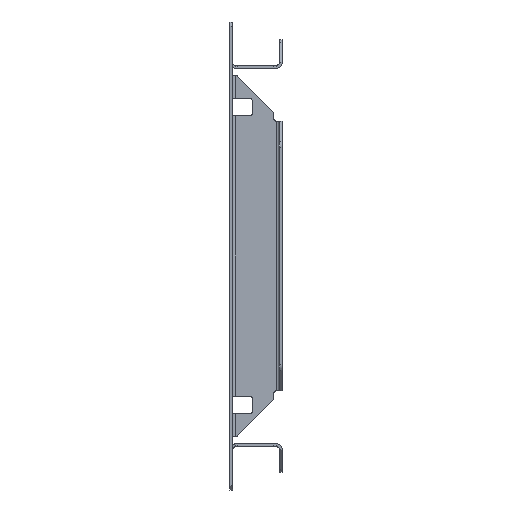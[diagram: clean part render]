
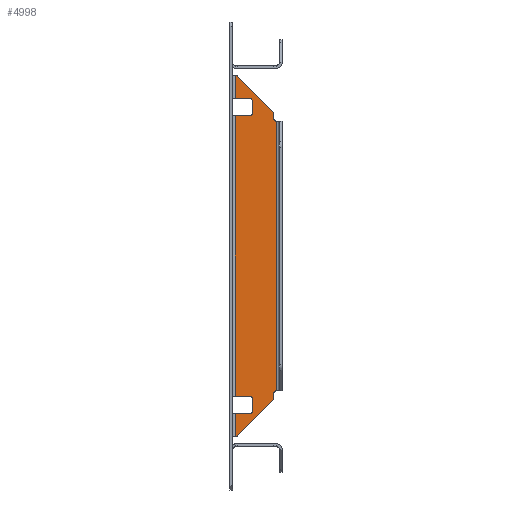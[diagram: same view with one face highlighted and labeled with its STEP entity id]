
A CAD part, left-side view. The second image highlights one B-rep face of the part: STEP entity #4998.
In plain terms, the highlighted planar face has unit normal (-1, 0, 0).
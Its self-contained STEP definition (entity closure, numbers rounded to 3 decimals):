
#4259=AXIS2_PLACEMENT_3D('Circle Axis2P3D',#4257,#4258,$) ;
#4333=AXIS2_PLACEMENT_3D('Circle Axis2P3D',#4331,#4332,$) ;
#4464=AXIS2_PLACEMENT_3D('Circle Axis2P3D',#4462,#4463,$) ;
#4526=AXIS2_PLACEMENT_3D('Circle Axis2P3D',#4524,#4525,$) ;
#4597=AXIS2_PLACEMENT_3D('Circle Axis2P3D',#4595,#4596,$) ;
#4711=AXIS2_PLACEMENT_3D('Circle Axis2P3D',#4709,#4710,$) ;
#4785=AXIS2_PLACEMENT_3D('Circle Axis2P3D',#4783,#4784,$) ;
#4930=AXIS2_PLACEMENT_3D('Circle Axis2P3D',#4928,#4929,$) ;
#4950=AXIS2_PLACEMENT_3D('Plane Axis2P3D',#4947,#4948,#4949) ;
#3517=CARTESIAN_POINT('Vertex',(-111.5,-31.,95.)) ;
#3550=CARTESIAN_POINT('Vertex',(-111.5,-31.,-95.)) ;
#4226=CARTESIAN_POINT('Line Origine',(-111.5,-31.,-63.75)) ;
#4254=CARTESIAN_POINT('Vertex',(-111.5,-29.,97.)) ;
#4257=CARTESIAN_POINT('Axis2P3D Location',(-111.5,-31.,97.)) ;
#4280=CARTESIAN_POINT('Vertex',(-111.5,-29.,101.5)) ;
#4283=CARTESIAN_POINT('Line Origine',(-111.5,-29.,99.25)) ;
#4311=CARTESIAN_POINT('Vertex',(-111.5,-3.586,126.914)) ;
#4314=CARTESIAN_POINT('Line Origine',(-111.5,-19.,111.5)) ;
#4331=CARTESIAN_POINT('Axis2P3D Location',(-111.5,-2.172,125.5)) ;
#4335=CARTESIAN_POINT('Vertex',(-111.5,-2.172,127.5)) ;
#4374=CARTESIAN_POINT('Vertex',(-111.5,-2.,127.5)) ;
#4377=CARTESIAN_POINT('Line Origine',(-111.5,-16.5,127.5)) ;
#4400=CARTESIAN_POINT('Vertex',(-111.5,-2.,111.)) ;
#4403=CARTESIAN_POINT('Line Origine',(-111.5,-2.,-69.36)) ;
#4431=CARTESIAN_POINT('Vertex',(-111.5,-12.,111.)) ;
#4434=CARTESIAN_POINT('Line Origine',(-111.5,-7.,111.)) ;
#4457=CARTESIAN_POINT('Vertex',(-111.5,-14.,109.)) ;
#4462=CARTESIAN_POINT('Axis2P3D Location',(-111.5,-12.,109.)) ;
#4484=CARTESIAN_POINT('Line Origine',(-111.5,-14.,105.)) ;
#4488=CARTESIAN_POINT('Vertex',(-111.5,-14.,101.)) ;
#4519=CARTESIAN_POINT('Vertex',(-111.5,-12.,99.)) ;
#4524=CARTESIAN_POINT('Axis2P3D Location',(-111.5,-12.,101.)) ;
#4545=CARTESIAN_POINT('Vertex',(-111.5,-14.,-101.)) ;
#4561=CARTESIAN_POINT('Vertex',(-111.5,-14.,-109.)) ;
#4564=CARTESIAN_POINT('Line Origine',(-111.5,-14.,-105.)) ;
#4592=CARTESIAN_POINT('Vertex',(-111.5,-12.,-111.)) ;
#4595=CARTESIAN_POINT('Axis2P3D Location',(-111.5,-12.,-109.)) ;
#4616=CARTESIAN_POINT('Vertex',(-111.5,-2.,-111.)) ;
#4619=CARTESIAN_POINT('Line Origine',(-111.5,-7.,-111.)) ;
#4642=CARTESIAN_POINT('Vertex',(-111.5,-2.,-127.5)) ;
#4645=CARTESIAN_POINT('Line Origine',(-111.5,-2.,-69.36)) ;
#4668=CARTESIAN_POINT('Vertex',(-111.5,-2.172,-127.5)) ;
#4671=CARTESIAN_POINT('Line Origine',(-111.5,-16.5,-127.5)) ;
#4706=CARTESIAN_POINT('Vertex',(-111.5,-3.586,-126.914)) ;
#4709=CARTESIAN_POINT('Axis2P3D Location',(-111.5,-2.172,-125.5)) ;
#4730=CARTESIAN_POINT('Vertex',(-111.5,-29.,-101.5)) ;
#4735=CARTESIAN_POINT('Line Origine',(-111.5,-19.,-111.5)) ;
#4758=CARTESIAN_POINT('Vertex',(-111.5,-29.,-97.)) ;
#4761=CARTESIAN_POINT('Line Origine',(-111.5,-29.,-99.25)) ;
#4783=CARTESIAN_POINT('Axis2P3D Location',(-111.5,-31.,-97.)) ;
#4809=CARTESIAN_POINT('Vertex',(-111.5,-2.,99.)) ;
#4812=CARTESIAN_POINT('Line Origine',(-111.5,-7.,99.)) ;
#4928=CARTESIAN_POINT('Axis2P3D Location',(-111.5,-12.,-101.)) ;
#4932=CARTESIAN_POINT('Vertex',(-111.5,-12.,-99.)) ;
#4947=CARTESIAN_POINT('Axis2P3D Location',(-111.5,-2.,0.)) ;
#4952=CARTESIAN_POINT('Line Origine',(-111.5,-2.,49.5)) ;
#4956=CARTESIAN_POINT('Vertex',(-111.5,-2.,0.)) ;
#4959=CARTESIAN_POINT('Line Origine',(-111.5,-2.,-49.5)) ;
#4963=CARTESIAN_POINT('Vertex',(-111.5,-2.,-99.)) ;
#4966=CARTESIAN_POINT('Line Origine',(-111.5,-7.,-99.)) ;
#4227=DIRECTION('Vector Direction',(0.,0.,1.)) ;
#4258=DIRECTION('Axis2P3D Direction',(1.,-0.,0.)) ;
#4284=DIRECTION('Vector Direction',(0.,0.,1.)) ;
#4315=DIRECTION('Vector Direction',(0.,-0.707,-0.707)) ;
#4332=DIRECTION('Axis2P3D Direction',(-1.,0.,0.)) ;
#4378=DIRECTION('Vector Direction',(0.,1.,0.)) ;
#4404=DIRECTION('Vector Direction',(0.,0.,-1.)) ;
#4435=DIRECTION('Vector Direction',(0.,1.,0.)) ;
#4463=DIRECTION('Axis2P3D Direction',(-1.,0.,0.)) ;
#4485=DIRECTION('Vector Direction',(0.,0.,1.)) ;
#4525=DIRECTION('Axis2P3D Direction',(-1.,-0.,-0.)) ;
#4565=DIRECTION('Vector Direction',(0.,0.,1.)) ;
#4596=DIRECTION('Axis2P3D Direction',(1.,0.,0.)) ;
#4620=DIRECTION('Vector Direction',(0.,1.,0.)) ;
#4646=DIRECTION('Vector Direction',(0.,0.,-1.)) ;
#4672=DIRECTION('Vector Direction',(0.,1.,0.)) ;
#4710=DIRECTION('Axis2P3D Direction',(1.,0.,0.)) ;
#4736=DIRECTION('Vector Direction',(0.,-0.707,0.707)) ;
#4762=DIRECTION('Vector Direction',(0.,0.,1.)) ;
#4784=DIRECTION('Axis2P3D Direction',(-1.,0.,0.)) ;
#4813=DIRECTION('Vector Direction',(0.,1.,0.)) ;
#4929=DIRECTION('Axis2P3D Direction',(1.,0.,-0.)) ;
#4948=DIRECTION('Axis2P3D Direction',(1.,0.,0.)) ;
#4949=DIRECTION('Axis2P3D XDirection',(0.,-1.,0.)) ;
#4953=DIRECTION('Vector Direction',(0.,0.,-1.)) ;
#4960=DIRECTION('Vector Direction',(0.,0.,-1.)) ;
#4967=DIRECTION('Vector Direction',(0.,1.,0.)) ;
#4228=VECTOR('Line Direction',#4227,1.) ;
#4285=VECTOR('Line Direction',#4284,1.) ;
#4316=VECTOR('Line Direction',#4315,1.) ;
#4379=VECTOR('Line Direction',#4378,1.) ;
#4405=VECTOR('Line Direction',#4404,1.) ;
#4436=VECTOR('Line Direction',#4435,1.) ;
#4486=VECTOR('Line Direction',#4485,1.) ;
#4566=VECTOR('Line Direction',#4565,1.) ;
#4621=VECTOR('Line Direction',#4620,1.) ;
#4647=VECTOR('Line Direction',#4646,1.) ;
#4673=VECTOR('Line Direction',#4672,1.) ;
#4737=VECTOR('Line Direction',#4736,1.) ;
#4763=VECTOR('Line Direction',#4762,1.) ;
#4814=VECTOR('Line Direction',#4813,1.) ;
#4954=VECTOR('Line Direction',#4953,1.) ;
#4961=VECTOR('Line Direction',#4960,1.) ;
#4968=VECTOR('Line Direction',#4967,1.) ;
#4972=ORIENTED_EDGE('',*,*,#4230,.F.) ;
#4973=ORIENTED_EDGE('',*,*,#4261,.T.) ;
#4974=ORIENTED_EDGE('',*,*,#4287,.F.) ;
#4975=ORIENTED_EDGE('',*,*,#4318,.F.) ;
#4976=ORIENTED_EDGE('',*,*,#4337,.F.) ;
#4977=ORIENTED_EDGE('',*,*,#4381,.T.) ;
#4978=ORIENTED_EDGE('',*,*,#4407,.F.) ;
#4979=ORIENTED_EDGE('',*,*,#4438,.F.) ;
#4980=ORIENTED_EDGE('',*,*,#4466,.T.) ;
#4981=ORIENTED_EDGE('',*,*,#4490,.T.) ;
#4982=ORIENTED_EDGE('',*,*,#4528,.T.) ;
#4983=ORIENTED_EDGE('',*,*,#4816,.T.) ;
#4984=ORIENTED_EDGE('',*,*,#4958,.F.) ;
#4985=ORIENTED_EDGE('',*,*,#4965,.T.) ;
#4986=ORIENTED_EDGE('',*,*,#4970,.F.) ;
#4987=ORIENTED_EDGE('',*,*,#4934,.F.) ;
#4988=ORIENTED_EDGE('',*,*,#4568,.F.) ;
#4989=ORIENTED_EDGE('',*,*,#4599,.F.) ;
#4990=ORIENTED_EDGE('',*,*,#4623,.T.) ;
#4991=ORIENTED_EDGE('',*,*,#4649,.T.) ;
#4992=ORIENTED_EDGE('',*,*,#4675,.F.) ;
#4993=ORIENTED_EDGE('',*,*,#4713,.T.) ;
#4994=ORIENTED_EDGE('',*,*,#4739,.T.) ;
#4995=ORIENTED_EDGE('',*,*,#4765,.T.) ;
#4996=ORIENTED_EDGE('',*,*,#4787,.F.) ;
#4998=ADVANCED_FACE('Corps principal',(#4997),#4951,.F.) ;
#4260=CIRCLE('generated circle',#4259,2.) ;
#4334=CIRCLE('generated circle',#4333,2.) ;
#4465=CIRCLE('generated circle',#4464,2.) ;
#4527=CIRCLE('generated circle',#4526,2.) ;
#4598=CIRCLE('generated circle',#4597,2.) ;
#4712=CIRCLE('generated circle',#4711,2.) ;
#4786=CIRCLE('generated circle',#4785,2.) ;
#4931=CIRCLE('generated circle',#4930,2.) ;
#4230=EDGE_CURVE('',#3518,#3551,#4229,.F.) ;
#4261=EDGE_CURVE('',#3518,#4255,#4260,.T.) ;
#4287=EDGE_CURVE('',#4281,#4255,#4286,.F.) ;
#4318=EDGE_CURVE('',#4312,#4281,#4317,.T.) ;
#4337=EDGE_CURVE('',#4336,#4312,#4334,.F.) ;
#4381=EDGE_CURVE('',#4336,#4375,#4380,.T.) ;
#4407=EDGE_CURVE('',#4401,#4375,#4406,.F.) ;
#4438=EDGE_CURVE('',#4432,#4401,#4437,.T.) ;
#4466=EDGE_CURVE('',#4432,#4458,#4465,.F.) ;
#4490=EDGE_CURVE('',#4458,#4489,#4487,.F.) ;
#4528=EDGE_CURVE('',#4489,#4520,#4527,.F.) ;
#4568=EDGE_CURVE('',#4562,#4546,#4567,.T.) ;
#4599=EDGE_CURVE('',#4593,#4562,#4598,.F.) ;
#4623=EDGE_CURVE('',#4593,#4617,#4622,.T.) ;
#4649=EDGE_CURVE('',#4617,#4643,#4648,.T.) ;
#4675=EDGE_CURVE('',#4669,#4643,#4674,.T.) ;
#4713=EDGE_CURVE('',#4669,#4707,#4712,.F.) ;
#4739=EDGE_CURVE('',#4707,#4731,#4738,.T.) ;
#4765=EDGE_CURVE('',#4731,#4759,#4764,.T.) ;
#4787=EDGE_CURVE('',#3551,#4759,#4786,.T.) ;
#4816=EDGE_CURVE('',#4520,#4810,#4815,.T.) ;
#4934=EDGE_CURVE('',#4546,#4933,#4931,.F.) ;
#4958=EDGE_CURVE('',#4957,#4810,#4955,.F.) ;
#4965=EDGE_CURVE('',#4957,#4964,#4962,.T.) ;
#4970=EDGE_CURVE('',#4933,#4964,#4969,.T.) ;
#4971=EDGE_LOOP('',(#4972,#4973,#4974,#4975,#4976,#4977,#4978,#4979,#4980,#4981,#4982,#4983,#4984,#4985,#4986,#4987,#4988,#4989,#4990,#4991,#4992,#4993,#4994,#4995,#4996)) ;
#4997=FACE_OUTER_BOUND('',#4971,.T.) ;
#4229=LINE('Line',#4226,#4228) ;
#4286=LINE('Line',#4283,#4285) ;
#4317=LINE('Line',#4314,#4316) ;
#4380=LINE('Line',#4377,#4379) ;
#4406=LINE('Line',#4403,#4405) ;
#4437=LINE('Line',#4434,#4436) ;
#4487=LINE('Line',#4484,#4486) ;
#4567=LINE('Line',#4564,#4566) ;
#4622=LINE('Line',#4619,#4621) ;
#4648=LINE('Line',#4645,#4647) ;
#4674=LINE('Line',#4671,#4673) ;
#4738=LINE('Line',#4735,#4737) ;
#4764=LINE('Line',#4761,#4763) ;
#4815=LINE('Line',#4812,#4814) ;
#4955=LINE('Line',#4952,#4954) ;
#4962=LINE('Line',#4959,#4961) ;
#4969=LINE('Line',#4966,#4968) ;
#4951=PLANE('',#4950) ;
#3518=VERTEX_POINT('',#3517) ;
#3551=VERTEX_POINT('',#3550) ;
#4255=VERTEX_POINT('',#4254) ;
#4281=VERTEX_POINT('',#4280) ;
#4312=VERTEX_POINT('',#4311) ;
#4336=VERTEX_POINT('',#4335) ;
#4375=VERTEX_POINT('',#4374) ;
#4401=VERTEX_POINT('',#4400) ;
#4432=VERTEX_POINT('',#4431) ;
#4458=VERTEX_POINT('',#4457) ;
#4489=VERTEX_POINT('',#4488) ;
#4520=VERTEX_POINT('',#4519) ;
#4546=VERTEX_POINT('',#4545) ;
#4562=VERTEX_POINT('',#4561) ;
#4593=VERTEX_POINT('',#4592) ;
#4617=VERTEX_POINT('',#4616) ;
#4643=VERTEX_POINT('',#4642) ;
#4669=VERTEX_POINT('',#4668) ;
#4707=VERTEX_POINT('',#4706) ;
#4731=VERTEX_POINT('',#4730) ;
#4759=VERTEX_POINT('',#4758) ;
#4810=VERTEX_POINT('',#4809) ;
#4933=VERTEX_POINT('',#4932) ;
#4957=VERTEX_POINT('',#4956) ;
#4964=VERTEX_POINT('',#4963) ;
